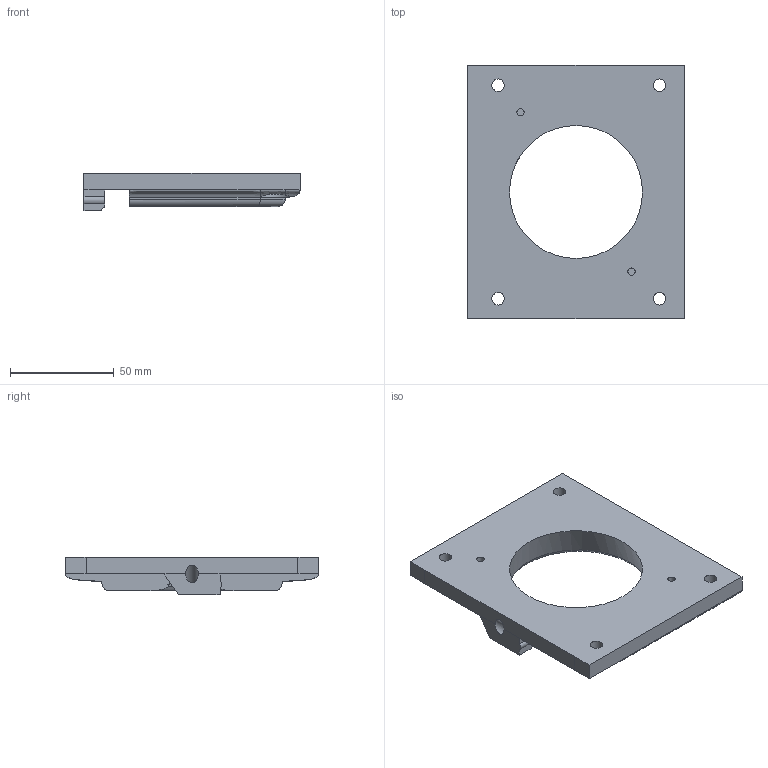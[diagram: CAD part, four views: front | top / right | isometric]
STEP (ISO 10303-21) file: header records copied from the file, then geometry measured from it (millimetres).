
FILE_DESCRIPTION(('FreeCAD Model'),'2;1');
FILE_NAME('Open CASCADE Shape Model','2025-01-07T15:47:55',(''),(''), 'Open CASCADE STEP processor 7.6','FreeCAD','Unknown');
FILE_SCHEMA(('AUTOMOTIVE_DESIGN { 1 0 10303 214 1 1 1 1 }'));
Length unit declared in the file: millimetre
Products named in the file (1): Slice001.0
Bounding box: 104 x 122 x 18 mm (x, y, z)
Volume: 106690.3 mm3; surface area: 28477.5 mm2
Topology: 1 solids, 1 shells, 59 faces, 154 edges, 96 vertices
Faces by surface type: plane 30, cylinder 15, extrusion 11, bspline 3
Full cylindrical faces by diameter (mm): 3.5 x2, 6 x5, 15 x2
Entity records: 9417 total; most frequent: CARTESIAN_POINT 6484, DIRECTION 469, ORIENTED_EDGE 308, PCURVE 308, DEFINITIONAL_REPRESENTATION 308, VECTOR 302, LINE 291, EDGE_CURVE 154
